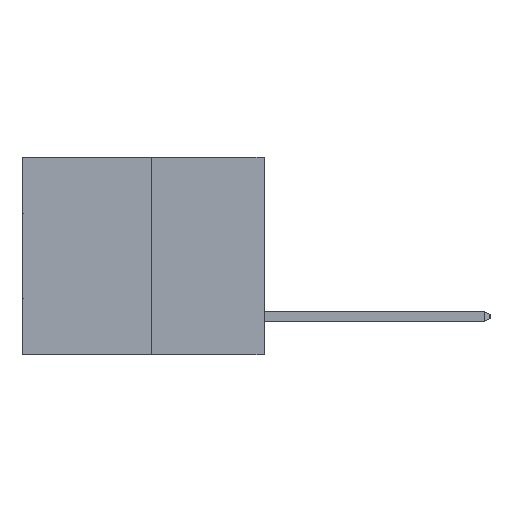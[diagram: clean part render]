
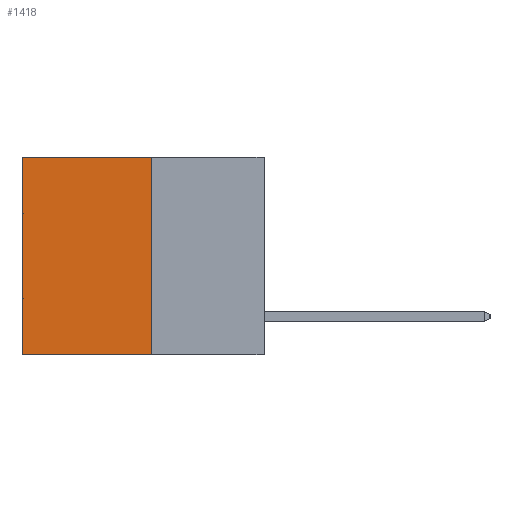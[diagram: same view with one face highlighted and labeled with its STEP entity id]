
A CAD part, left-side view. The second image highlights one B-rep face of the part: STEP entity #1418.
In plain terms, the highlighted planar face has unit normal (-1, 0, 0).
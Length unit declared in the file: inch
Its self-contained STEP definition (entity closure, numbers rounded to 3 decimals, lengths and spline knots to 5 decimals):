
#1418 = ADVANCED_FACE ( 'NONE', ( #24509 ), #24508, .F. ) ;
#1674 = EDGE_CURVE ( 'NONE', #2408, #7906, #13090, .T. ) ;
#2272 = AXIS2_PLACEMENT_3D ( 'NONE', #19853, #20278, #17832 ) ;
#2408 = VERTEX_POINT ( 'NONE', #21007 ) ;
#2797 = CARTESIAN_POINT ( 'NONE',  ( 0.3165, 0.6, -0.49 ) ) ;
#3809 = EDGE_CURVE ( 'NONE', #5647, #16942, #6472, .T. ) ;
#4014 = VECTOR ( 'NONE', #4956, 39.37008 ) ;
#4717 = VECTOR ( 'NONE', #24345, 39.37008 ) ;
#4956 = DIRECTION ( 'NONE',  ( 0., 1., 0. ) ) ;
#5647 = VERTEX_POINT ( 'NONE', #6813 ) ;
#6472 = LINE ( 'NONE', #27483, #21319 ) ;
#6813 = CARTESIAN_POINT ( 'NONE',  ( 0.3165, 0.28, -0.49 ) ) ;
#7906 = VERTEX_POINT ( 'NONE', #11963 ) ;
#10040 = CARTESIAN_POINT ( 'NONE',  ( 0.3165, 0.28, -0.49 ) ) ;
#10953 = LINE ( 'NONE', #2797, #31116 ) ;
#11515 = LINE ( 'NONE', #10040, #4717 ) ;
#11963 = CARTESIAN_POINT ( 'NONE',  ( 0.3165, 0.6, 0. ) ) ;
#11971 = CARTESIAN_POINT ( 'NONE',  ( 0.3165, 0.28, 0. ) ) ;
#12740 = DIRECTION ( 'NONE',  ( 0., 1., 0. ) ) ;
#13090 = LINE ( 'NONE', #11971, #4014 ) ;
#13115 = EDGE_CURVE ( 'NONE', #7906, #16942, #10953, .T. ) ;
#15076 = DIRECTION ( 'NONE',  ( 0., 0., -1. ) ) ;
#16553 = CARTESIAN_POINT ( 'NONE',  ( 0.3165, 0.6, -0.49 ) ) ;
#16942 = VERTEX_POINT ( 'NONE', #16553 ) ;
#17832 = DIRECTION ( 'NONE',  ( 0., 0., -1. ) ) ;
#19853 = CARTESIAN_POINT ( 'NONE',  ( 0.3165, 0.28, -0.49 ) ) ;
#20278 = DIRECTION ( 'NONE',  ( 1., 0., 0. ) ) ;
#21007 = CARTESIAN_POINT ( 'NONE',  ( 0.3165, 0.28, 0. ) ) ;
#21319 = VECTOR ( 'NONE', #12740, 39.37008 ) ;
#21441 = ORIENTED_EDGE ( 'NONE', *, *, #13115, .T. ) ;
#24345 = DIRECTION ( 'NONE',  ( 0., 0., -1. ) ) ;
#24508 = PLANE ( 'NONE',  #2272 ) ;
#24509 = FACE_OUTER_BOUND ( 'NONE', #29337, .T. ) ;
#25704 = ORIENTED_EDGE ( 'NONE', *, *, #28515, .F. ) ;
#27483 = CARTESIAN_POINT ( 'NONE',  ( 0.3165, 0.28, -0.49 ) ) ;
#28515 = EDGE_CURVE ( 'NONE', #2408, #5647, #11515, .T. ) ;
#28978 = ORIENTED_EDGE ( 'NONE', *, *, #3809, .F. ) ;
#29337 = EDGE_LOOP ( 'NONE', ( #21441, #28978, #25704, #31013 ) ) ;
#31013 = ORIENTED_EDGE ( 'NONE', *, *, #1674, .T. ) ;
#31116 = VECTOR ( 'NONE', #15076, 39.37008 ) ;
